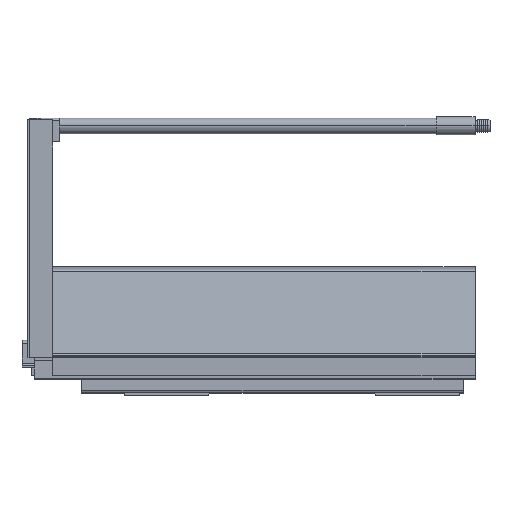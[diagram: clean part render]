
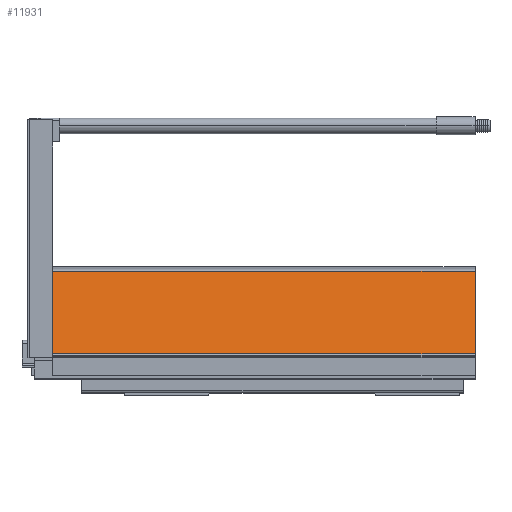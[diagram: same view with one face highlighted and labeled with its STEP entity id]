
A CAD part, top view. The second image highlights one B-rep face of the part: STEP entity #11931.
In plain terms, the highlighted planar face has unit normal (0, 0.208, 0.978).
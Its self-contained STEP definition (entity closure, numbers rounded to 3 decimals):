
#172 = EDGE_CURVE ( 'NONE', #10270, #6756, #10020, .T. ) ;
#385 = CARTESIAN_POINT ( 'NONE',  ( 0., 80.422, 21.003 ) ) ;
#1167 = LINE ( 'NONE', #6787, #8626 ) ;
#1378 = DIRECTION ( 'NONE',  ( 0., 0.208, 0.978 ) ) ;
#2516 = EDGE_CURVE ( 'NONE', #10270, #12039, #1167, .T. ) ;
#3898 = DIRECTION ( 'NONE',  ( 1., 0., 0. ) ) ;
#3943 = AXIS2_PLACEMENT_3D ( 'NONE', #7440, #1378, #5324 ) ;
#4048 = CARTESIAN_POINT ( 'NONE',  ( 0., 80.422, 21.003 ) ) ;
#4459 = DIRECTION ( 'NONE',  ( 0., -0.978, 0.208 ) ) ;
#4476 = FACE_OUTER_BOUND ( 'NONE', #6730, .T. ) ;
#4903 = CARTESIAN_POINT ( 'NONE',  ( -325.5, 17.084, 34.466 ) ) ;
#5044 = EDGE_CURVE ( 'NONE', #12039, #5562, #10738, .T. ) ;
#5324 = DIRECTION ( 'NONE',  ( 0., -0.978, 0.208 ) ) ;
#5371 = CARTESIAN_POINT ( 'NONE',  ( 0., 17.084, 34.466 ) ) ;
#5562 = VERTEX_POINT ( 'NONE', #5371 ) ;
#6269 = CARTESIAN_POINT ( 'NONE',  ( -342., 80.422, 21.003 ) ) ;
#6730 = EDGE_LOOP ( 'NONE', ( #8869, #10122, #7980, #10115 ) ) ;
#6756 = VERTEX_POINT ( 'NONE', #4048 ) ;
#6787 = CARTESIAN_POINT ( 'NONE',  ( -325.5, 80.422, 21.003 ) ) ;
#6838 = CARTESIAN_POINT ( 'NONE',  ( -325.5, 80.422, 21.003 ) ) ;
#6867 = CARTESIAN_POINT ( 'NONE',  ( 0., 17.084, 34.466 ) ) ;
#7094 = LINE ( 'NONE', #385, #7859 ) ;
#7440 = CARTESIAN_POINT ( 'NONE',  ( -342., 80.422, 21.003 ) ) ;
#7649 = EDGE_CURVE ( 'NONE', #6756, #5562, #7094, .T. ) ;
#7859 = VECTOR ( 'NONE', #4459, 1000. ) ;
#7980 = ORIENTED_EDGE ( 'NONE', *, *, #5044, .T. ) ;
#8393 = PLANE ( 'NONE',  #3943 ) ;
#8626 = VECTOR ( 'NONE', #8845, 1000. ) ;
#8650 = VECTOR ( 'NONE', #10219, 1000. ) ;
#8845 = DIRECTION ( 'NONE',  ( 0., -0.978, 0.208 ) ) ;
#8869 = ORIENTED_EDGE ( 'NONE', *, *, #172, .F. ) ;
#10020 = LINE ( 'NONE', #6269, #8650 ) ;
#10115 = ORIENTED_EDGE ( 'NONE', *, *, #7649, .F. ) ;
#10122 = ORIENTED_EDGE ( 'NONE', *, *, #2516, .T. ) ;
#10219 = DIRECTION ( 'NONE',  ( 1., 0., 0. ) ) ;
#10270 = VERTEX_POINT ( 'NONE', #6838 ) ;
#10738 = LINE ( 'NONE', #6867, #10814 ) ;
#10814 = VECTOR ( 'NONE', #3898, 1000. ) ;
#11931 = ADVANCED_FACE ( 'NONE', ( #4476 ), #8393, .T. ) ;
#12039 = VERTEX_POINT ( 'NONE', #4903 ) ;
